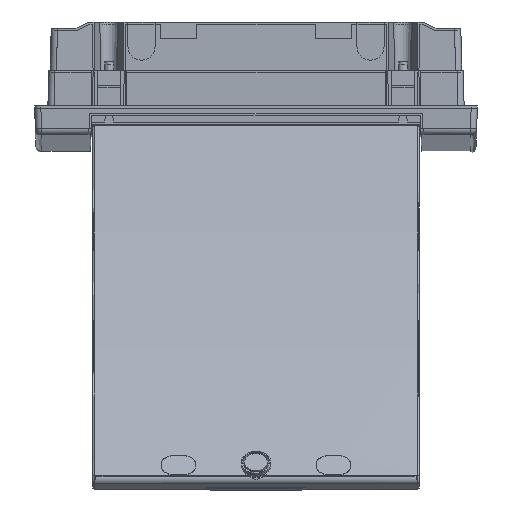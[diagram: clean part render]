
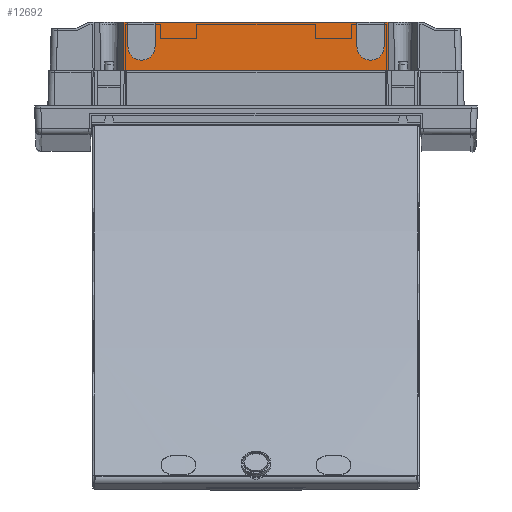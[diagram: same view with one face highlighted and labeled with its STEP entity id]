
A CAD part, left-side view. The second image highlights one B-rep face of the part: STEP entity #12692.
In plain terms, the highlighted face is planar.
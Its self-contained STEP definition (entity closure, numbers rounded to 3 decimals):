
#487=CIRCLE('',#15791,10.935);
#501=CIRCLE('',#15863,10.935);
#3116=ORIENTED_EDGE('',*,*,#5595,.T.);
#3117=ORIENTED_EDGE('',*,*,#5597,.T.);
#3118=ORIENTED_EDGE('',*,*,#5422,.F.);
#3119=ORIENTED_EDGE('',*,*,#5740,.F.);
#3120=ORIENTED_EDGE('',*,*,#5746,.T.);
#3121=ORIENTED_EDGE('',*,*,#5582,.T.);
#3122=ORIENTED_EDGE('',*,*,#5394,.T.);
#3123=ORIENTED_EDGE('',*,*,#5448,.F.);
#3124=ORIENTED_EDGE('',*,*,#5444,.F.);
#3125=ORIENTED_EDGE('',*,*,#5449,.F.);
#3126=ORIENTED_EDGE('',*,*,#5390,.F.);
#3127=ORIENTED_EDGE('',*,*,#5598,.T.);
#5390=EDGE_CURVE('',#6946,#6947,#8126,.T.);
#5394=EDGE_CURVE('',#6951,#6950,#8130,.T.);
#5422=EDGE_CURVE('',#6978,#6979,#8154,.T.);
#5444=EDGE_CURVE('',#7000,#7001,#487,.T.);
#5448=EDGE_CURVE('',#7001,#6950,#8157,.T.);
#5449=EDGE_CURVE('',#6947,#7000,#8158,.T.);
#5582=EDGE_CURVE('',#7088,#6951,#8272,.T.);
#5595=EDGE_CURVE('',#7098,#7100,#501,.T.);
#5597=EDGE_CURVE('',#7100,#6979,#8280,.T.);
#5598=EDGE_CURVE('',#6946,#7098,#8281,.T.);
#5740=EDGE_CURVE('',#7186,#6978,#8404,.T.);
#5746=EDGE_CURVE('',#7186,#7088,#8410,.T.);
#6946=VERTEX_POINT('',#22507);
#6947=VERTEX_POINT('',#22509);
#6950=VERTEX_POINT('',#22515);
#6951=VERTEX_POINT('',#22517);
#6978=VERTEX_POINT('',#22571);
#6979=VERTEX_POINT('',#22573);
#7000=VERTEX_POINT('',#22635);
#7001=VERTEX_POINT('',#22637);
#7088=VERTEX_POINT('',#22942);
#7098=VERTEX_POINT('',#22982);
#7100=VERTEX_POINT('',#22986);
#7186=VERTEX_POINT('',#23299);
#8126=LINE('',#22508,#9416);
#8130=LINE('',#22516,#9420);
#8154=LINE('',#22572,#9444);
#8157=LINE('',#22643,#9447);
#8158=LINE('',#22645,#9448);
#8272=LINE('',#22958,#9562);
#8280=LINE('',#22990,#9570);
#8281=LINE('',#22992,#9571);
#8404=LINE('',#23316,#9694);
#8410=LINE('',#23327,#9700);
#9416=VECTOR('',#17941,1000.);
#9420=VECTOR('',#17945,1000.);
#9444=VECTOR('',#17977,1000.);
#9447=VECTOR('',#18068,1000.);
#9448=VECTOR('',#18071,1000.);
#9562=VECTOR('',#18291,1000.);
#9570=VECTOR('',#18331,1000.);
#9571=VECTOR('',#18334,1000.);
#9694=VECTOR('',#18567,1000.);
#9700=VECTOR('',#18581,1000.);
#10656=EDGE_LOOP('',(#3116,#3117,#3118,#3119,#3120,#3121,#3122,#3123,#3124,
#3125,#3126,#3127));
#11483=FACE_BOUND('',#10656,.T.);
#12054=PLANE('',#15924);
#12692=ADVANCED_FACE('',(#11483),#12054,.T.);
#15791=AXIS2_PLACEMENT_3D('',#22636,#18059,#18060);
#15863=AXIS2_PLACEMENT_3D('',#22987,#18326,#18327);
#15924=AXIS2_PLACEMENT_3D('',#23326,#18579,#18580);
#17941=DIRECTION('',(0.,0.,-1.));
#17945=DIRECTION('',(0.,0.,1.));
#17977=DIRECTION('',(0.,0.,-1.));
#18059=DIRECTION('',(-1.,-0.017,0.));
#18060=DIRECTION('',(-0.017,1.,0.));
#18068=DIRECTION('',(0.017,-1.,-0.017));
#18071=DIRECTION('',(-0.017,1.,-0.017));
#18291=DIRECTION('',(0.017,-1.,0.012));
#18326=DIRECTION('',(1.,0.017,0.));
#18327=DIRECTION('',(-0.017,1.,0.));
#18331=DIRECTION('',(0.017,-1.,0.017));
#18334=DIRECTION('',(-0.017,1.,0.017));
#18567=DIRECTION('',(0.017,-1.,-0.012));
#18579=DIRECTION('',(-1.,-0.017,0.));
#18580=DIRECTION('',(-0.017,1.,0.));
#18581=DIRECTION('',(0.,0.,-1.));
#22507=CARTESIAN_POINT('',(-183.813,0.,81.07));
#22508=CARTESIAN_POINT('',(-183.813,0.,178.445));
#22509=CARTESIAN_POINT('',(-183.813,0.,-81.07));
#22515=CARTESIAN_POINT('',(-183.813,0.,-103.633));
#22516=CARTESIAN_POINT('',(-183.813,0.,-178.445));
#22517=CARTESIAN_POINT('',(-183.813,0.,-106.511));
#22571=CARTESIAN_POINT('',(-183.813,0.,106.511));
#22572=CARTESIAN_POINT('',(-183.813,0.,178.445));
#22573=CARTESIAN_POINT('',(-183.813,0.,103.633));
#22635=CARTESIAN_POINT('',(-184.159,19.857,-81.416));
#22636=CARTESIAN_POINT('',(-184.159,19.857,-92.351));
#22637=CARTESIAN_POINT('',(-184.159,19.857,-103.286));
#22643=CARTESIAN_POINT('',(-184.103,16.644,-103.342));
#22645=CARTESIAN_POINT('',(-184.103,16.644,-81.36));
#22942=CARTESIAN_POINT('',(-184.49,38.8,-106.99));
#22958=CARTESIAN_POINT('',(-184.505,39.681,-107.001));
#22982=CARTESIAN_POINT('',(-184.159,19.857,81.416));
#22986=CARTESIAN_POINT('',(-184.159,19.857,103.286));
#22987=CARTESIAN_POINT('',(-184.159,19.857,92.351));
#22990=CARTESIAN_POINT('',(-184.467,37.483,102.979));
#22992=CARTESIAN_POINT('',(-184.519,40.487,81.776));
#23299=CARTESIAN_POINT('',(-184.49,38.8,106.99));
#23316=CARTESIAN_POINT('',(-184.505,39.681,107.001));
#23326=CARTESIAN_POINT('',(-184.49,38.8,178.445));
#23327=CARTESIAN_POINT('',(-184.49,38.8,178.445));
